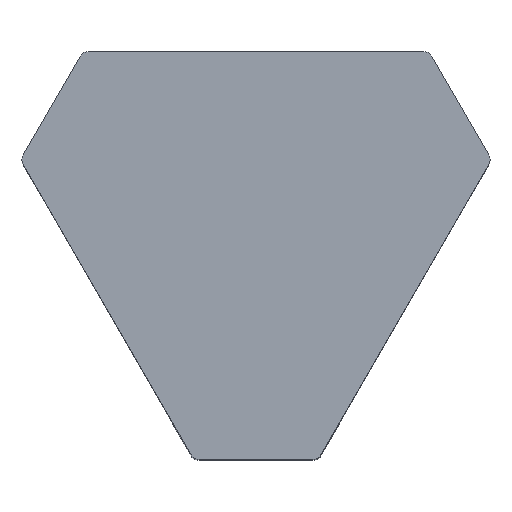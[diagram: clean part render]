
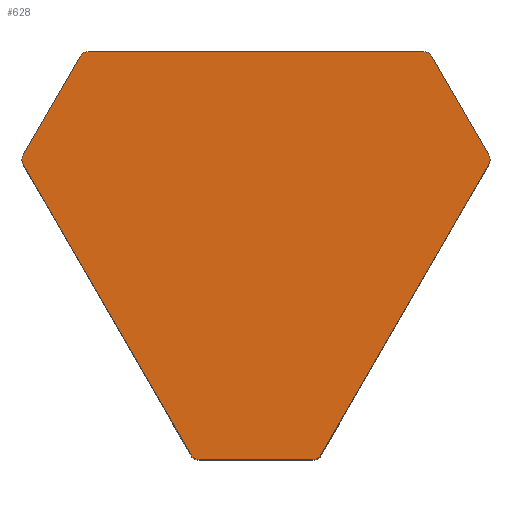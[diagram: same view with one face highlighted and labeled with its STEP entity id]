
A CAD part, top view. The second image highlights one B-rep face of the part: STEP entity #628.
In plain terms, the highlighted planar face has unit normal (0, 0, 1).
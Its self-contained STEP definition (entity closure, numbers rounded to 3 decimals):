
#1 = AXIS2_PLACEMENT_3D ( 'NONE', #596, #303, #29 ) ;
#19 = DIRECTION ( 'NONE',  ( -1., 0., 0. ) ) ;
#29 = DIRECTION ( 'NONE',  ( 1., 0., 0. ) ) ;
#40 = LINE ( 'NONE', #249, #395 ) ;
#47 = LINE ( 'NONE', #627, #468 ) ;
#52 = DIRECTION ( 'NONE',  ( 1., 0., 0. ) ) ;
#53 = CARTESIAN_POINT ( 'NONE',  ( 90.616, 87.845, 10. ) ) ;
#61 = EDGE_CURVE ( 'NONE', #211, #578, #81, .T. ) ;
#66 = ORIENTED_EDGE ( 'NONE', *, *, #92, .T. ) ;
#70 = CIRCLE ( 'NONE', #599, 5. ) ;
#73 = VERTEX_POINT ( 'NONE', #551 ) ;
#74 = CARTESIAN_POINT ( 'NONE',  ( 94.946, 90.345, 10. ) ) ;
#76 = VERTEX_POINT ( 'NONE', #300 ) ;
#81 = CIRCLE ( 'NONE', #383, 5. ) ;
#88 = EDGE_CURVE ( 'NONE', #641, #211, #40, .T. ) ;
#89 = ORIENTED_EDGE ( 'NONE', *, *, #88, .T. ) ;
#90 = CARTESIAN_POINT ( 'NONE',  ( 33.655, -127.398, 10. ) ) ;
#92 = EDGE_CURVE ( 'NONE', #318, #663, #198, .T. ) ;
#93 = VECTOR ( 'NONE', #19, 1000. ) ;
#96 = DIRECTION ( 'NONE',  ( -0.5, -0.866, 0. ) ) ;
#108 = VERTEX_POINT ( 'NONE', #349 ) ;
#116 = FACE_OUTER_BOUND ( 'NONE', #671, .T. ) ;
#120 = CARTESIAN_POINT ( 'NONE',  ( -35.098, -124.898, 10. ) ) ;
#121 = EDGE_CURVE ( 'NONE', #257, #76, #258, .T. ) ;
#148 = AXIS2_PLACEMENT_3D ( 'NONE', #53, #162, #466 ) ;
#154 = DIRECTION ( 'NONE',  ( 0., 0., 1. ) ) ;
#155 = CARTESIAN_POINT ( 'NONE',  ( 121.384, 34.553, 10. ) ) ;
#162 = DIRECTION ( 'NONE',  ( 0., 0., 1. ) ) ;
#164 = EDGE_CURVE ( 'NONE', #663, #108, #365, .T. ) ;
#166 = DIRECTION ( 'NONE',  ( 0., 0., 1. ) ) ;
#192 = CARTESIAN_POINT ( 'NONE',  ( -121.384, 34.553, 10. ) ) ;
#198 = LINE ( 'NONE', #202, #531 ) ;
#199 = ORIENTED_EDGE ( 'NONE', *, *, #503, .T. ) ;
#202 = CARTESIAN_POINT ( 'NONE',  ( 127.157, 34.553, 10. ) ) ;
#210 = EDGE_CURVE ( 'NONE', #73, #318, #70, .T. ) ;
#211 = VERTEX_POINT ( 'NONE', #418 ) ;
#216 = AXIS2_PLACEMENT_3D ( 'NONE', #636, #526, #341 ) ;
#235 = ORIENTED_EDGE ( 'NONE', *, *, #61, .T. ) ;
#240 = EDGE_CURVE ( 'NONE', #73, #458, #47, .T. ) ;
#248 = ORIENTED_EDGE ( 'NONE', *, *, #431, .T. ) ;
#249 = CARTESIAN_POINT ( 'NONE',  ( -93.502, 92.845, 10. ) ) ;
#250 = CIRCLE ( 'NONE', #1, 5. ) ;
#257 = VERTEX_POINT ( 'NONE', #368 ) ;
#258 = LINE ( 'NONE', #90, #545 ) ;
#265 = DIRECTION ( 'NONE',  ( -0.5, -0.866, 0. ) ) ;
#270 = CARTESIAN_POINT ( 'NONE',  ( -90.616, 87.845, 10. ) ) ;
#275 = CIRCLE ( 'NONE', #477, 5. ) ;
#278 = DIRECTION ( 'NONE',  ( 1., 0., 0. ) ) ;
#279 = LINE ( 'NONE', #584, #93 ) ;
#281 = VERTEX_POINT ( 'NONE', #120 ) ;
#282 = LINE ( 'NONE', #426, #501 ) ;
#289 = CARTESIAN_POINT ( 'NONE',  ( -94.946, 90.345, 10. ) ) ;
#298 = ORIENTED_EDGE ( 'NONE', *, *, #591, .T. ) ;
#300 = CARTESIAN_POINT ( 'NONE',  ( -30.768, -127.398, 10. ) ) ;
#303 = DIRECTION ( 'NONE',  ( 0., 0., 1. ) ) ;
#307 = AXIS2_PLACEMENT_3D ( 'NONE', #568, #166, #52 ) ;
#318 = VERTEX_POINT ( 'NONE', #650 ) ;
#341 = DIRECTION ( 'NONE',  ( 1., 0., 0. ) ) ;
#349 = CARTESIAN_POINT ( 'NONE',  ( 90.616, 92.845, 10. ) ) ;
#354 = DIRECTION ( 'NONE',  ( -1., 0., 0. ) ) ;
#361 = ORIENTED_EDGE ( 'NONE', *, *, #121, .F. ) ;
#365 = CIRCLE ( 'NONE', #148, 5. ) ;
#368 = CARTESIAN_POINT ( 'NONE',  ( 30.768, -127.398, 10. ) ) ;
#382 = ORIENTED_EDGE ( 'NONE', *, *, #564, .T. ) ;
#383 = AXIS2_PLACEMENT_3D ( 'NONE', #192, #557, #450 ) ;
#390 = ORIENTED_EDGE ( 'NONE', *, *, #448, .T. ) ;
#392 = ORIENTED_EDGE ( 'NONE', *, *, #164, .T. ) ;
#395 = VECTOR ( 'NONE', #96, 1000. ) ;
#418 = CARTESIAN_POINT ( 'NONE',  ( -125.714, 37.053, 10. ) ) ;
#426 = CARTESIAN_POINT ( 'NONE',  ( -127.157, 34.553, 10. ) ) ;
#431 = EDGE_CURVE ( 'NONE', #108, #433, #279, .T. ) ;
#432 = CARTESIAN_POINT ( 'NONE',  ( -90.616, 92.845, 10. ) ) ;
#433 = VERTEX_POINT ( 'NONE', #432 ) ;
#448 = EDGE_CURVE ( 'NONE', #281, #76, #250, .T. ) ;
#450 = DIRECTION ( 'NONE',  ( 1., 0., 0. ) ) ;
#458 = VERTEX_POINT ( 'NONE', #600 ) ;
#466 = DIRECTION ( 'NONE',  ( 1., 0., 0. ) ) ;
#468 = VECTOR ( 'NONE', #265, 1000. ) ;
#477 = AXIS2_PLACEMENT_3D ( 'NONE', #270, #154, #516 ) ;
#484 = DIRECTION ( 'NONE',  ( 0.5, -0.866, 0. ) ) ;
#501 = VECTOR ( 'NONE', #484, 1000. ) ;
#503 = EDGE_CURVE ( 'NONE', #433, #641, #275, .T. ) ;
#508 = CARTESIAN_POINT ( 'NONE',  ( -125.714, 32.053, 10. ) ) ;
#516 = DIRECTION ( 'NONE',  ( 1., 0., 0. ) ) ;
#526 = DIRECTION ( 'NONE',  ( 0., 0., 1. ) ) ;
#531 = VECTOR ( 'NONE', #669, 1000. ) ;
#540 = PLANE ( 'NONE',  #216 ) ;
#545 = VECTOR ( 'NONE', #354, 1000. ) ;
#551 = CARTESIAN_POINT ( 'NONE',  ( 125.714, 32.053, 10. ) ) ;
#557 = DIRECTION ( 'NONE',  ( 0., 0., 1. ) ) ;
#564 = EDGE_CURVE ( 'NONE', #257, #458, #610, .T. ) ;
#565 = DIRECTION ( 'NONE',  ( 0., 0., 1. ) ) ;
#568 = CARTESIAN_POINT ( 'NONE',  ( 30.768, -122.398, 10. ) ) ;
#578 = VERTEX_POINT ( 'NONE', #508 ) ;
#584 = CARTESIAN_POINT ( 'NONE',  ( 93.502, 92.845, 10. ) ) ;
#591 = EDGE_CURVE ( 'NONE', #578, #281, #282, .T. ) ;
#596 = CARTESIAN_POINT ( 'NONE',  ( -30.768, -122.398, 10. ) ) ;
#599 = AXIS2_PLACEMENT_3D ( 'NONE', #155, #565, #278 ) ;
#600 = CARTESIAN_POINT ( 'NONE',  ( 35.098, -124.898, 10. ) ) ;
#610 = CIRCLE ( 'NONE', #307, 5. ) ;
#627 = CARTESIAN_POINT ( 'NONE',  ( 127.157, 34.553, 10. ) ) ;
#628 = ADVANCED_FACE ( 'NONE', ( #116 ), #540, .T. ) ;
#636 = CARTESIAN_POINT ( 'NONE',  ( 0., 0., 10. ) ) ;
#638 = ORIENTED_EDGE ( 'NONE', *, *, #210, .T. ) ;
#641 = VERTEX_POINT ( 'NONE', #289 ) ;
#646 = ORIENTED_EDGE ( 'NONE', *, *, #240, .F. ) ;
#650 = CARTESIAN_POINT ( 'NONE',  ( 125.714, 37.053, 10. ) ) ;
#663 = VERTEX_POINT ( 'NONE', #74 ) ;
#669 = DIRECTION ( 'NONE',  ( -0.5, 0.866, 0. ) ) ;
#671 = EDGE_LOOP ( 'NONE', ( #361, #382, #646, #638, #66, #392, #248, #199, #89, #235, #298, #390 ) ) ;
